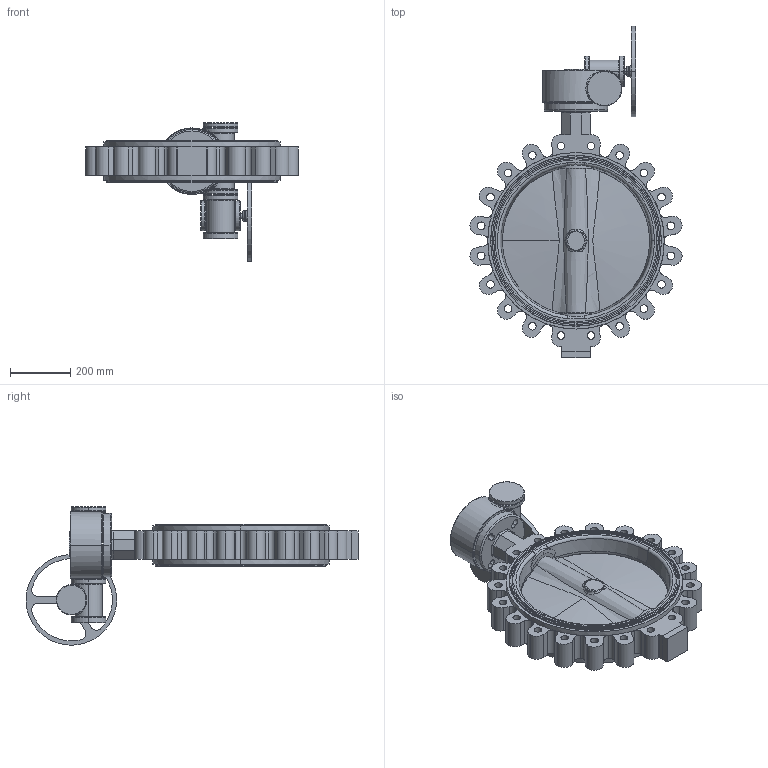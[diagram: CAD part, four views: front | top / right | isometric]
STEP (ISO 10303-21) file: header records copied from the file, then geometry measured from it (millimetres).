
FILE_DESCRIPTION (( 'STEP AP214' ), '1' );
FILE_NAME ('NS-2000-LUG-GEAR.step', '2019-03-07T21:01:10', ( '' ), ( '' ), 'SwSTEP 2.0', 'SolidWorks 2019', '' );
FILE_SCHEMA (( 'AUTOMOTIVE_DESIGN' ));
Length unit declared in the file: inch
Products named in the file (1): NS-2000-LUG-GEAR
Bounding box: 701.99 x 1098.62 x 458 mm (x, y, z)
Surface area: 1924961.4 mm2 (no closed solid volume)
Topology: 0 solids, 11 shells, 507 faces, 1389 edges, 897 vertices
Faces by surface type: cylinder 220, plane 131, torus 80, bspline 48, cone 24, sphere 4
Entity records: 38316 total; most frequent: CARTESIAN_POINT 18884, DIRECTION 2799, ORIENTED_EDGE 2570, EDGE_CURVE 1377, AXIS2_PLACEMENT_3D 1180, VERTEX_POINT 895, CIRCLE 720, EDGE_LOOP 606
